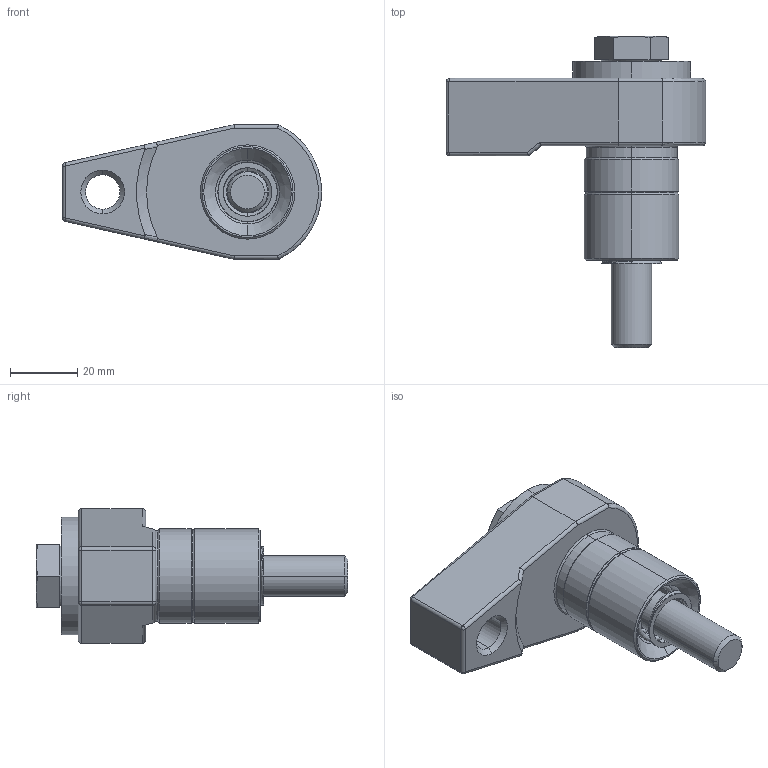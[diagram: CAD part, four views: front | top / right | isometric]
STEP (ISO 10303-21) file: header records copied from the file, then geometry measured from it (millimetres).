
FILE_DESCRIPTION (( 'STEP AP214' ), '1' );
FILE_NAME ('23370.0031.STEP', '2022-05-03T10:40:30', ( '' ), ( '' ), 'SwSTEP 2.0', 'SolidWorks 2021', '' );
FILE_SCHEMA (( 'AUTOMOTIVE_DESIGN' ));
Length unit declared in the file: millimetre
Products named in the file (5): 23370.0031; 23310.60256_L2 f〉 23370.0031; Sechskantschraube ISO 4017 M12x85_Stahl_8.8; 23370.00031_23370.00031; EH 23060_0012 Scheibe
Assembly tree (4 placements, depth 2):
  23370.0031
    23370.00031_23370.00031
    23310.60256_L2 f〉 23370.0031
    EH 23060_0012 Scheibe
    Sechskantschraube ISO 4017 M12x85_Stahl_8.8
Bounding box: 77 x 92.5 x 40 mm (x, y, z)
Volume: 69623.1 mm3; surface area: 24027.8 mm2
Topology: 4 solids, 4 shells, 112 faces, 246 edges, 139 vertices
Faces by surface type: cylinder 33, cone 28, plane 23, torus 20, sphere 4, bspline 4
Entity records: 5237 total; most frequent: CARTESIAN_POINT 2568, DIRECTION 551, ORIENTED_EDGE 484, EDGE_CURVE 242, AXIS2_PLACEMENT_3D 234, VERTEX_POINT 139, EDGE_LOOP 123, CIRCLE 119
